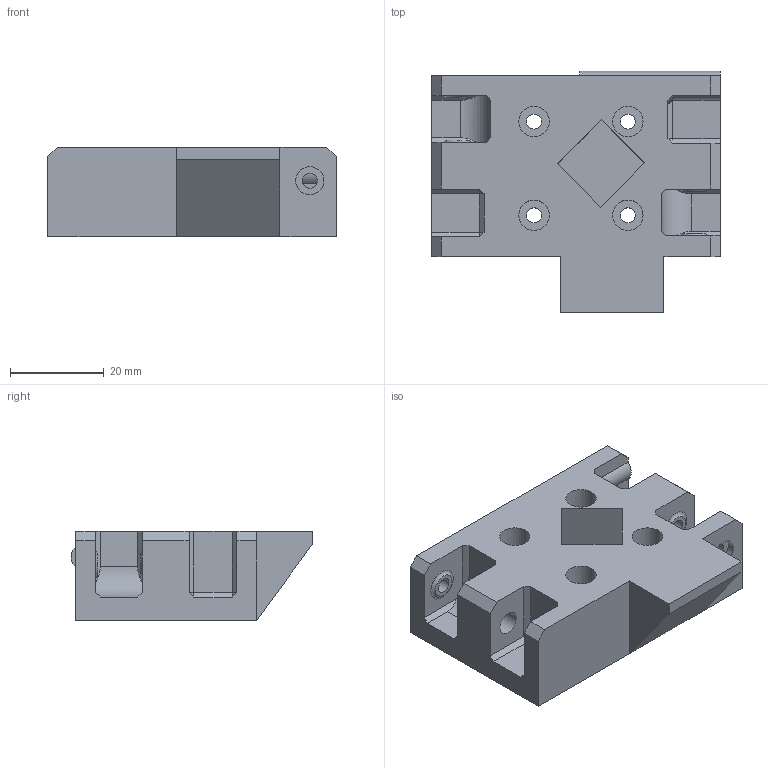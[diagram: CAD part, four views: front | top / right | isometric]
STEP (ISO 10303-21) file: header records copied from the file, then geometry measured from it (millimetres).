
FILE_DESCRIPTION(/* description */ (''),/* implementation_level */ '2;1');
FILE_NAME(/* name */ '1-Xaxis_Mount_Left v2.step',/* time_stamp */ '2019-04-14T13:05:47+02:00',/* author */ ('3D-Gussner'),/* organization */ (''),/* preprocessor_version */ 'ST-DEVELOPER v18',/* originating_system */ 'Autodesk Translation Framework v8.2.0.1029',/* authorisation */ '');
FILE_SCHEMA (('AUTOMOTIVE_DESIGN { 1 0 10303 214 3 1 1 }'));
Length unit declared in the file: millimetre
Products named in the file (1): 1-Xaxis_Mount_Left
Bounding box: 61.5 x 51.55 x 19 mm (x, y, z)
Volume: 37564.6 mm3; surface area: 12474.9 mm2
Topology: 1 solids, 1 shells, 105 faces, 253 edges, 165 vertices
Faces by surface type: plane 77, cylinder 23, torus 4, cone 1
Full cylindrical faces by diameter (mm): 2.5 x1, 3 x1, 3.2 x8, 5 x2, 6 x2, 6.3 x1, 6.5 x4
Entity records: 3122 total; most frequent: DIRECTION 535, CARTESIAN_POINT 530, ORIENTED_EDGE 506, EDGE_CURVE 253, LINE 179, VECTOR 179, AXIS2_PLACEMENT_3D 178, VERTEX_POINT 165
